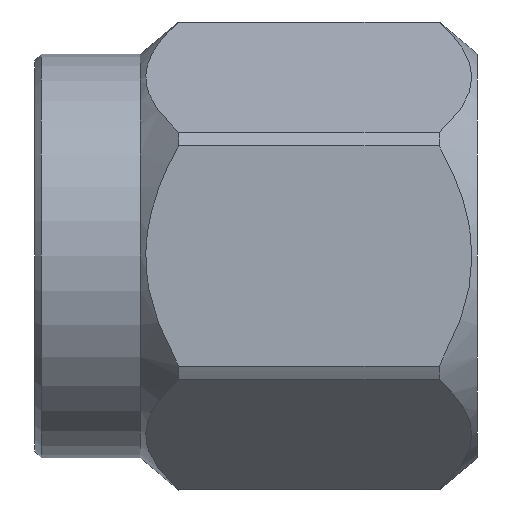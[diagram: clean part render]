
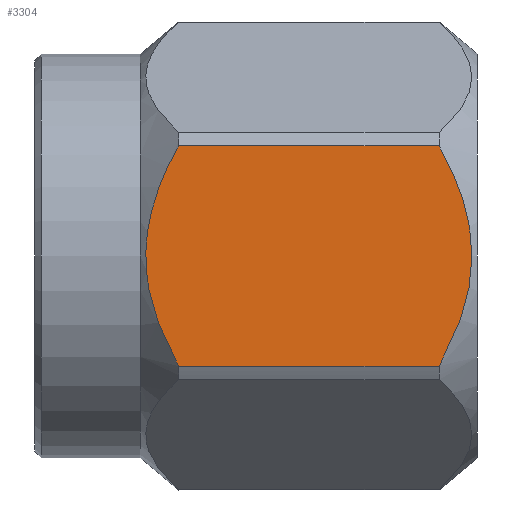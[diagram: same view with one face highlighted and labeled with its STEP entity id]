
A CAD part, front view. The second image highlights one B-rep face of the part: STEP entity #3304.
In plain terms, the highlighted planar face has unit normal (0, -1, 0).
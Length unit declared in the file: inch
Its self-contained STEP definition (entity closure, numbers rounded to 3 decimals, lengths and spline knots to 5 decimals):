
#64 = CARTESIAN_POINT ( 'NONE',  ( 0.09136, -0.15625, -0.044 ) ) ;
#77 = CARTESIAN_POINT ( 'NONE',  ( 0.08413, -0.15625, 0.00737 ) ) ;
#147 = CARTESIAN_POINT ( 'NONE',  ( 0.3279, -0.15625, 0.02899 ) ) ;
#196 = CARTESIAN_POINT ( 'NONE',  ( 0.3061, -0.15625, 0.08326 ) ) ;
#321 = EDGE_LOOP ( 'NONE', ( #3666, #1691, #1360, #2580 ) ) ;
#349 = CARTESIAN_POINT ( 'NONE',  ( 0.0841, -0.15625, -0.01436 ) ) ;
#366 = CARTESIAN_POINT ( 'NONE',  ( 0.09103, -0.15625, 0.04296 ) ) ;
#388 = CARTESIAN_POINT ( 'NONE',  ( 0.3061, -0.15625, 0.08326 ) ) ;
#400 = CARTESIAN_POINT ( 'NONE',  ( 0.08472, -0.15624, 0.01451 ) ) ;
#410 = CARTESIAN_POINT ( 'NONE',  ( 0.33025, -0.15625, -0.0148 ) ) ;
#416 = VERTEX_POINT ( 'NONE', #3568 ) ;
#435 = CARTESIAN_POINT ( 'NONE',  ( 0.31329, -0.15625, -0.07043 ) ) ;
#455 = CARTESIAN_POINT ( 'NONE',  ( 0.10124, -0.15625, 0.06959 ) ) ;
#475 = DIRECTION ( 'NONE',  ( 0., 0., -1. ) ) ;
#598 = CARTESIAN_POINT ( 'NONE',  ( 0.09393, -0.15625, -0.0514 ) ) ;
#617 = LINE ( 'NONE', #2970, #848 ) ;
#632 = CARTESIAN_POINT ( 'NONE',  ( 0.09059, -0.15625, 0.04154 ) ) ;
#648 = CARTESIAN_POINT ( 'NONE',  ( 0.09533, -0.15625, 0.05646 ) ) ;
#717 = CARTESIAN_POINT ( 'NONE',  ( 0.33087, -0.15625, -0.00743 ) ) ;
#848 = VECTOR ( 'NONE', #1281, 39.37008 ) ;
#901 = CARTESIAN_POINT ( 'NONE',  ( 0.10506, -0.15625, -0.07639 ) ) ;
#907 = DIRECTION ( 'NONE',  ( -1., 0., 0. ) ) ;
#958 = CARTESIAN_POINT ( 'NONE',  ( 0.09163, -0.15625, -0.04482 ) ) ;
#1006 = CARTESIAN_POINT ( 'NONE',  ( 0.32782, -0.15625, -0.02937 ) ) ;
#1052 = CARTESIAN_POINT ( 'NONE',  ( 0.31947, -0.15625, 0.05713 ) ) ;
#1210 = EDGE_CURVE ( 'NONE', #2524, #2134, #2608, .T. ) ;
#1271 = CARTESIAN_POINT ( 'NONE',  ( 0.3061, -0.15625, -0.08326 ) ) ;
#1281 = DIRECTION ( 'NONE',  ( 1., 0., 0. ) ) ;
#1360 = ORIENTED_EDGE ( 'NONE', *, *, #3383, .T. ) ;
#1534 = CARTESIAN_POINT ( 'NONE',  ( 0.08643, -0.15625, -0.02848 ) ) ;
#1544 = CARTESIAN_POINT ( 'NONE',  ( 0.08853, -0.15625, 0.03426 ) ) ;
#1570 = CARTESIAN_POINT ( 'NONE',  ( 0.32605, -0.15625, -0.03645 ) ) ;
#1581 = CARTESIAN_POINT ( 'NONE',  ( 0.1089, -0.15625, 0.08326 ) ) ;
#1620 = CARTESIAN_POINT ( 'NONE',  ( 0.31943, -0.15625, -0.05722 ) ) ;
#1691 = ORIENTED_EDGE ( 'NONE', *, *, #3738, .F. ) ;
#1761 = CARTESIAN_POINT ( 'NONE',  ( 0.10165, -0.15625, -0.06965 ) ) ;
#1788 = CARTESIAN_POINT ( 'NONE',  ( 0.1089, -0.15625, -0.08326 ) ) ;
#1801 = CARTESIAN_POINT ( 'NONE',  ( 0.09017, -0.15625, 0.04017 ) ) ;
#2085 = CARTESIAN_POINT ( 'NONE',  ( 0.08648, -0.15624, 0.02526 ) ) ;
#2116 = AXIS2_PLACEMENT_3D ( 'NONE', #3061, #2815, #475 ) ;
#2134 = VERTEX_POINT ( 'NONE', #2310 ) ;
#2168 = CARTESIAN_POINT ( 'NONE',  ( 0.32612, -0.15625, 0.0362 ) ) ;
#2304 = CARTESIAN_POINT ( 'NONE',  ( 0.0972, -0.15625, -0.05967 ) ) ;
#2310 = CARTESIAN_POINT ( 'NONE',  ( 0.1089, -0.15625, 0.08326 ) ) ;
#2406 = CARTESIAN_POINT ( 'NONE',  ( 0.08924, -0.15625, 0.03698 ) ) ;
#2524 = VERTEX_POINT ( 'NONE', #388 ) ;
#2580 = ORIENTED_EDGE ( 'NONE', *, *, #3460, .T. ) ;
#2608 = LINE ( 'NONE', #2941, #3739 ) ;
#2649 = CARTESIAN_POINT ( 'NONE',  ( 0.09087, -0.15625, 0.04245 ) ) ;
#2733 = CARTESIAN_POINT ( 'NONE',  ( 0.1089, -0.15625, -0.08326 ) ) ;
#2749 = B_SPLINE_CURVE_WITH_KNOTS ( 'NONE', 3,
 ( #1271, #435, #1620, #1570, #1006, #410, #717, #3055, #3661, #147, #2168, #1052, #3086, #196 ),
 .UNSPECIFIED., .F., .F.,
 ( 4, 2, 2, 2, 2, 2, 4 ),
 ( 0., 0.00111, 0.00166, 0.00221, 0.00277, 0.00332, 0.00443 ),
 .UNSPECIFIED. ) ;
#2815 = DIRECTION ( 'NONE',  ( 0., -1., 0. ) ) ;
#2910 = CARTESIAN_POINT ( 'NONE',  ( 0.09582, -0.15625, -0.05635 ) ) ;
#2941 = CARTESIAN_POINT ( 'NONE',  ( 0.54, -0.15625, 0.08326 ) ) ;
#2970 = CARTESIAN_POINT ( 'NONE',  ( 0.54, -0.15625, -0.08326 ) ) ;
#3012 = CARTESIAN_POINT ( 'NONE',  ( 0.08721, -0.15624, 0.02885 ) ) ;
#3055 = CARTESIAN_POINT ( 'NONE',  ( 0.33089, -0.15625, 0.00717 ) ) ;
#3056 = B_SPLINE_CURVE_WITH_KNOTS ( 'NONE', 3,
 ( #1788, #901, #1761, #2304, #2910, #598, #3244, #3541, #958, #64, #3300, #1534, #349, #77, #400, #2085, #3012, #1544, #2406, #1801, #632, #2649, #366, #648, #455, #1581 ),
 .UNSPECIFIED., .F., .F.,
 ( 4, 2, 2, 1, 1, 2, 2, 2, 2, 2, 1, 1, 2, 2, 4 ),
 ( 0., 0.125, 0.1875, 0.21875, 0.23438, 0.24219, 0.25, 0.5, 0.625, 0.6875, 0.71875, 0.73438, 0.74219, 0.75, 1. ),
 .UNSPECIFIED. ) ;
#3061 = CARTESIAN_POINT ( 'NONE',  ( 0.54, -0.15625, -0.09021 ) ) ;
#3086 = CARTESIAN_POINT ( 'NONE',  ( 0.3133, -0.15625, 0.0704 ) ) ;
#3181 = FACE_OUTER_BOUND ( 'NONE', #321, .T. ) ;
#3244 = CARTESIAN_POINT ( 'NONE',  ( 0.09302, -0.15625, -0.04893 ) ) ;
#3300 = CARTESIAN_POINT ( 'NONE',  ( 0.09124, -0.15625, -0.04364 ) ) ;
#3304 = ADVANCED_FACE ( 'NONE', ( #3181 ), #3336, .T. ) ;
#3336 = PLANE ( 'NONE',  #2116 ) ;
#3383 = EDGE_CURVE ( 'NONE', #3631, #416, #617, .T. ) ;
#3460 = EDGE_CURVE ( 'NONE', #416, #2524, #2749, .T. ) ;
#3541 = CARTESIAN_POINT ( 'NONE',  ( 0.09203, -0.15625, -0.04605 ) ) ;
#3568 = CARTESIAN_POINT ( 'NONE',  ( 0.3061, -0.15625, -0.08326 ) ) ;
#3631 = VERTEX_POINT ( 'NONE', #2733 ) ;
#3661 = CARTESIAN_POINT ( 'NONE',  ( 0.33028, -0.15625, 0.01446 ) ) ;
#3666 = ORIENTED_EDGE ( 'NONE', *, *, #1210, .T. ) ;
#3738 = EDGE_CURVE ( 'NONE', #3631, #2134, #3056, .T. ) ;
#3739 = VECTOR ( 'NONE', #907, 39.37008 ) ;
